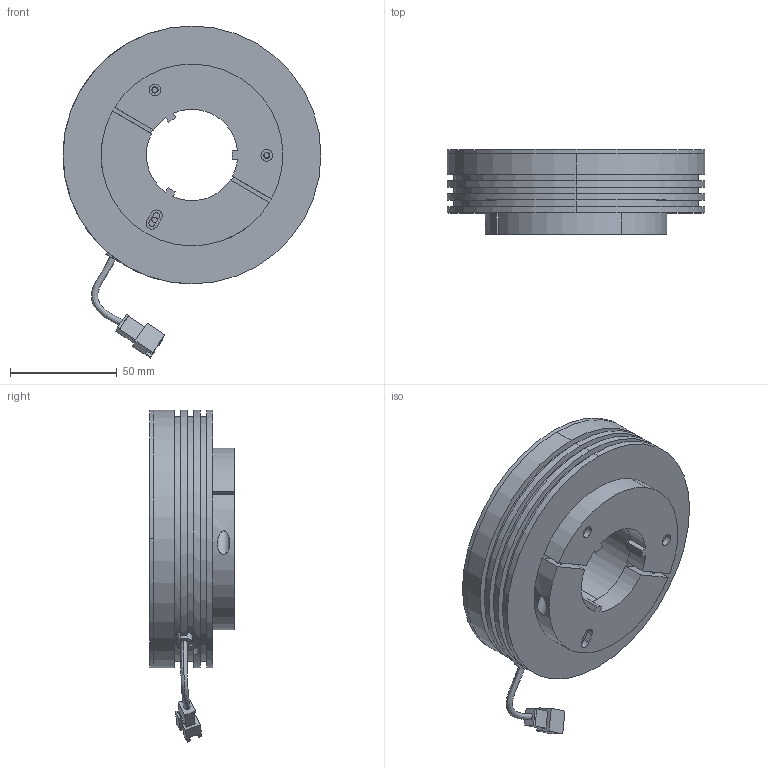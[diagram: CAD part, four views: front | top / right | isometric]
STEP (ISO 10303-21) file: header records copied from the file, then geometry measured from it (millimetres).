
FILE_DESCRIPTION (( 'STEP AP214' ), '1' );
FILE_NAME ('LTRN16.STEP', '2013-04-05T13:42:07', ( 'Work' ), ( '' ), 'SwSTEP 2.0', 'SolidWorks 2012', '' );
FILE_SCHEMA (( 'AUTOMOTIVE_DESIGN' ));
Length unit declared in the file: millimetre
Products named in the file (1): LTRN16
Bounding box: 120.6 x 39.6 x 155.23 mm (x, y, z)
Surface area: 75069.5 mm2 (no closed solid volume)
Topology: 0 solids, 8 shells, 181 faces, 576 edges, 414 vertices
Faces by surface type: plane 97, cylinder 82, bspline 2
Entity records: 9193 total; most frequent: CARTESIAN_POINT 1790, DIRECTION 1164, ORIENTED_EDGE 1024, EDGE_CURVE 576, AXIS2_PLACEMENT_3D 432, VERTEX_POINT 414, VECTOR 300, LINE 300
